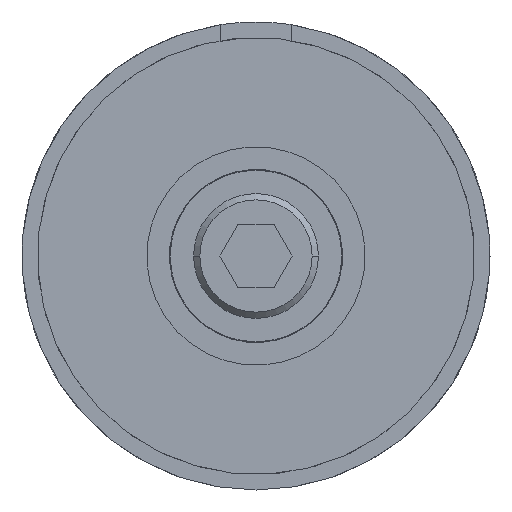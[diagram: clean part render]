
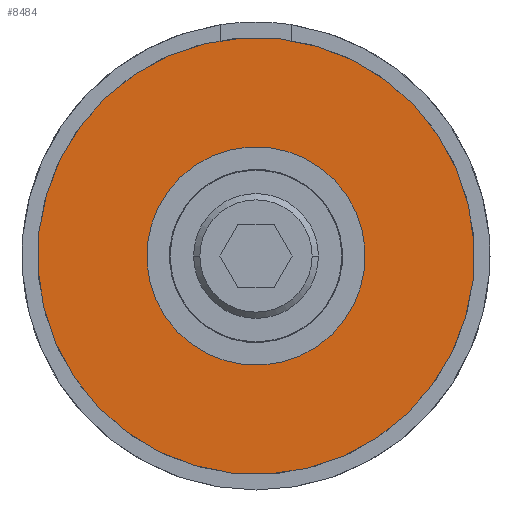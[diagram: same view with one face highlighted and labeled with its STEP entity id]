
A CAD part, front view. The second image highlights one B-rep face of the part: STEP entity #8484.
In plain terms, the highlighted face is planar.
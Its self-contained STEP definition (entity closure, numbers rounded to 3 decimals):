
#190 = CIRCLE ( 'NONE', #12612, 14. ) ;
#1139 = CARTESIAN_POINT ( 'NONE',  ( 0., 2.3, 14. ) ) ;
#1210 = FACE_BOUND ( 'NONE', #4344, .T. ) ;
#1488 = ORIENTED_EDGE ( 'NONE', *, *, #13566, .F. ) ;
#2396 = EDGE_CURVE ( 'NONE', #13039, #4828, #13541, .T. ) ;
#2685 = ORIENTED_EDGE ( 'NONE', *, *, #2396, .T. ) ;
#3594 = FACE_OUTER_BOUND ( 'NONE', #8613, .T. ) ;
#3661 = CARTESIAN_POINT ( 'NONE',  ( 0., 2.3, 0. ) ) ;
#3884 = CIRCLE ( 'NONE', #5427, 7. ) ;
#4000 = PLANE ( 'NONE',  #12145 ) ;
#4079 = CARTESIAN_POINT ( 'NONE',  ( 0., 2.3, 0. ) ) ;
#4344 = EDGE_LOOP ( 'NONE', ( #2685, #7747 ) ) ;
#4828 = VERTEX_POINT ( 'NONE', #9870 ) ;
#5089 = CARTESIAN_POINT ( 'NONE',  ( 14., 2.3, 0. ) ) ;
#5236 = DIRECTION ( 'NONE',  ( 0., -1., 0. ) ) ;
#5427 = AXIS2_PLACEMENT_3D ( 'NONE', #6899, #7837, #8031 ) ;
#5585 = AXIS2_PLACEMENT_3D ( 'NONE', #3661, #5715, #12436 ) ;
#5715 = DIRECTION ( 'NONE',  ( 0., -1., 0. ) ) ;
#6899 = CARTESIAN_POINT ( 'NONE',  ( 0., 2.3, 0. ) ) ;
#7591 = ORIENTED_EDGE ( 'NONE', *, *, #8827, .F. ) ;
#7747 = ORIENTED_EDGE ( 'NONE', *, *, #10622, .T. ) ;
#7837 = DIRECTION ( 'NONE',  ( 0., -1., 0. ) ) ;
#8031 = DIRECTION ( 'NONE',  ( 0., 0., -1. ) ) ;
#8484 = ADVANCED_FACE ( 'NONE', ( #1210, #3594 ), #4000, .T. ) ;
#8613 = EDGE_LOOP ( 'NONE', ( #7591, #1488 ) ) ;
#8827 = EDGE_CURVE ( 'NONE', #12366, #13215, #190, .T. ) ;
#9125 = CARTESIAN_POINT ( 'NONE',  ( 0., 2.3, 0. ) ) ;
#9354 = CARTESIAN_POINT ( 'NONE',  ( 0., 2.3, -14. ) ) ;
#9362 = AXIS2_PLACEMENT_3D ( 'NONE', #4079, #5236, #9646 ) ;
#9646 = DIRECTION ( 'NONE',  ( 0., 0., -1. ) ) ;
#9870 = CARTESIAN_POINT ( 'NONE',  ( 0., 2.3, 7. ) ) ;
#10328 = CARTESIAN_POINT ( 'NONE',  ( 0., 2.3, -7. ) ) ;
#10622 = EDGE_CURVE ( 'NONE', #4828, #13039, #3884, .T. ) ;
#11286 = DIRECTION ( 'NONE',  ( 0., 0., -1. ) ) ;
#11623 = CIRCLE ( 'NONE', #9362, 14. ) ;
#12145 = AXIS2_PLACEMENT_3D ( 'NONE', #5089, #12786, #13875 ) ;
#12203 = DIRECTION ( 'NONE',  ( 0., -1., 0. ) ) ;
#12366 = VERTEX_POINT ( 'NONE', #9354 ) ;
#12436 = DIRECTION ( 'NONE',  ( 0., 0., -1. ) ) ;
#12612 = AXIS2_PLACEMENT_3D ( 'NONE', #9125, #12203, #11286 ) ;
#12786 = DIRECTION ( 'NONE',  ( 0., 1., 0. ) ) ;
#13039 = VERTEX_POINT ( 'NONE', #10328 ) ;
#13215 = VERTEX_POINT ( 'NONE', #1139 ) ;
#13541 = CIRCLE ( 'NONE', #5585, 7. ) ;
#13566 = EDGE_CURVE ( 'NONE', #13215, #12366, #11623, .T. ) ;
#13875 = DIRECTION ( 'NONE',  ( 0., 0., 1. ) ) ;
